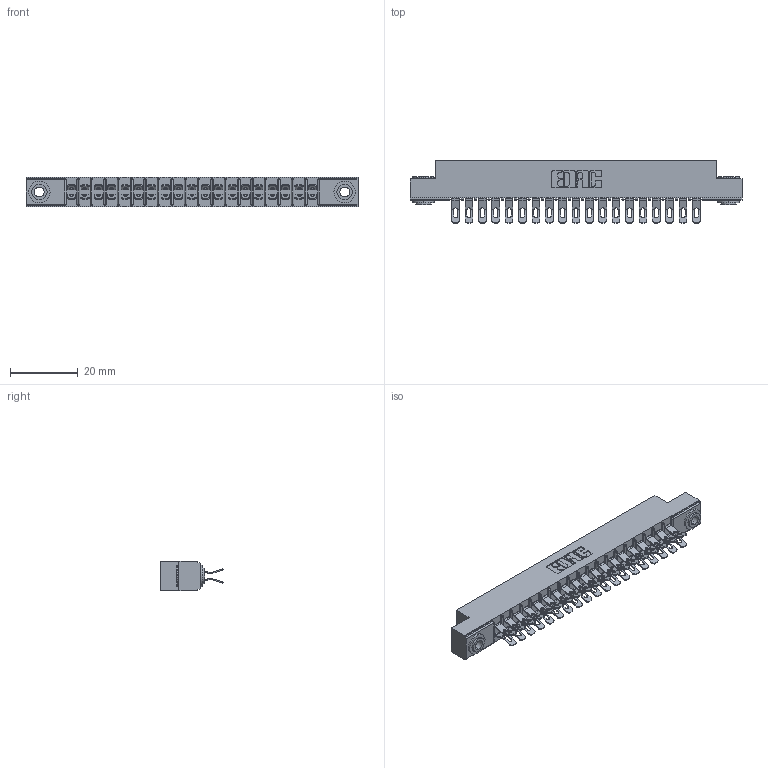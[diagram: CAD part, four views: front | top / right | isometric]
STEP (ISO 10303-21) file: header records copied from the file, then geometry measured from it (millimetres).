
FILE_DESCRIPTION (( 'STEP AP203' ), '1' );
FILE_NAME ('355-038-555-503.STEP', '2019-09-11T10:44:43', ( '' ), ( '' ), 'SwSTEP 2.0', 'SolidWorks 2016', '' );
FILE_SCHEMA (( 'CONFIG_CONTROL_DESIGN' ));
Length unit declared in the file: inch
Products named in the file (4): 305 Part_.156 Dia; 355-038-555-503; 305-290-001_555; 345-250-002_345-250-002-102
Assembly tree (41 placements, depth 2):
  355-038-555-503
    305 Part_.156 Dia
    305-290-001_555  x38
    345-250-002_345-250-002-102  x2
Bounding box: 98.3 x 18.41 x 8.71 mm (x, y, z)
Volume: 6015.8 mm3; surface area: 12673 mm2
Topology: 41 solids, 41 shells, 2676 faces, 7933 edges, 5182 vertices
Faces by surface type: plane 1308, cylinder 1284, sphere 76, cone 8
Entity records: 25061 total; most frequent: CARTESIAN_POINT 4146, ORIENTED_EDGE 4094, DIRECTION 4039, EDGE_CURVE 2047, VECTOR 1601, LINE 1601, VERTEX_POINT 1310, AXIS2_PLACEMENT_3D 1219
